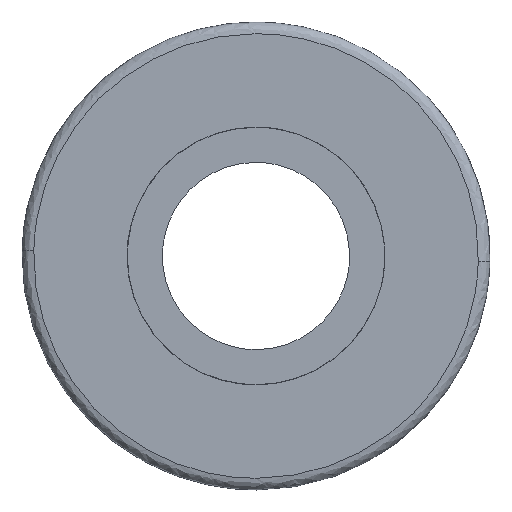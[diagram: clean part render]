
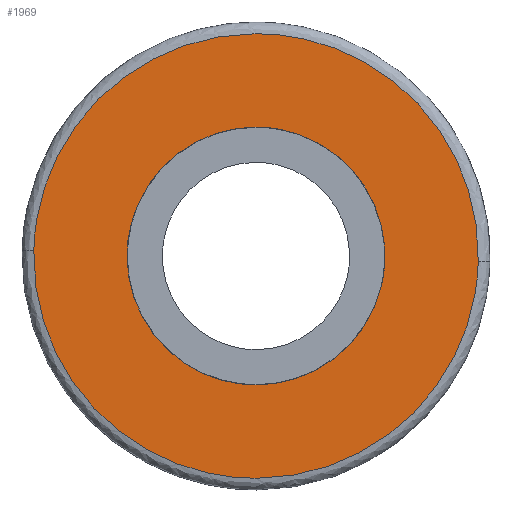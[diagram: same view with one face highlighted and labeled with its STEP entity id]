
A CAD part, front view. The second image highlights one B-rep face of the part: STEP entity #1969.
In plain terms, the highlighted free-form (B-spline) face has degree [1, 1] with [2, 2] control points.
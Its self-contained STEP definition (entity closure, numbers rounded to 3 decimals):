
#817=CARTESIAN_POINT('',(-5.471,0.,0.65));
#818=VERTEX_POINT('',#817);
#824=CARTESIAN_POINT('',(0.0,0.0,-5.51));
#825=VERTEX_POINT('',#824);
#826=CARTESIAN_POINT('',(-5.471,0.,0.65));
#827=CARTESIAN_POINT('',(-5.51,0.0,0.326));
#828=CARTESIAN_POINT('',(-5.51,0.0,0.0));
#829=CARTESIAN_POINT('',(-5.51,0.0,-5.51));
#830=CARTESIAN_POINT('',(0.0,0.0,-5.51));
#838=(BOUNDED_CURVE()B_SPLINE_CURVE(2,(#826,#827,#828,#829,#830),.UNSPECIFIED.,.F.,.U.)B_SPLINE_CURVE_WITH_KNOTS((3,2,3),(0.23,0.25,0.5),.UNSPECIFIED.)CURVE()GEOMETRIC_REPRESENTATION_ITEM()RATIONAL_B_SPLINE_CURVE((0.956,0.976,1.0,0.707,1.0))REPRESENTATION_ITEM(''));
#839=EDGE_CURVE('',#818,#825,#838,.T.);
#841=CARTESIAN_POINT('',(5.5,0.,-0.336));
#842=VERTEX_POINT('',#841);
#843=CARTESIAN_POINT('',(0.0,0.0,-5.51));
#844=CARTESIAN_POINT('',(5.183,0.0,-5.51));
#845=CARTESIAN_POINT('',(5.5,0.,-0.336));
#853=(BOUNDED_CURVE()B_SPLINE_CURVE(2,(#843,#844,#845),.UNSPECIFIED.,.F.,.U.)B_SPLINE_CURVE_WITH_KNOTS((3,3),(0.5,0.739),.UNSPECIFIED.)CURVE()GEOMETRIC_REPRESENTATION_ITEM()RATIONAL_B_SPLINE_CURVE((1.0,0.72,0.976))REPRESENTATION_ITEM(''));
#854=EDGE_CURVE('',#825,#842,#853,.T.);
#932=CARTESIAN_POINT('',(0.0,0.0,5.51));
#933=VERTEX_POINT('',#932);
#934=CARTESIAN_POINT('',(5.5,0.,-0.336));
#935=CARTESIAN_POINT('',(5.51,0.0,-0.168));
#936=CARTESIAN_POINT('',(5.51,0.0,0.0));
#937=CARTESIAN_POINT('',(5.51,0.0,5.51));
#938=CARTESIAN_POINT('',(0.0,0.0,5.51));
#946=(BOUNDED_CURVE()B_SPLINE_CURVE(2,(#934,#935,#936,#937,#938),.UNSPECIFIED.,.F.,.U.)B_SPLINE_CURVE_WITH_KNOTS((3,2,3),(0.739,0.75,1.0),.UNSPECIFIED.)CURVE()GEOMETRIC_REPRESENTATION_ITEM()RATIONAL_B_SPLINE_CURVE((0.976,0.988,1.0,0.707,1.0))REPRESENTATION_ITEM(''));
#947=EDGE_CURVE('',#842,#933,#946,.T.);
#949=CARTESIAN_POINT('',(0.0,0.0,5.51));
#950=CARTESIAN_POINT('',(-4.894,0.0,5.51));
#951=CARTESIAN_POINT('',(-5.471,0.,0.65));
#959=(BOUNDED_CURVE()B_SPLINE_CURVE(2,(#949,#950,#951),.UNSPECIFIED.,.F.,.U.)B_SPLINE_CURVE_WITH_KNOTS((3,3),(0.0,0.23),.UNSPECIFIED.)CURVE()GEOMETRIC_REPRESENTATION_ITEM()RATIONAL_B_SPLINE_CURVE((1.0,0.731,0.956))REPRESENTATION_ITEM(''));
#960=EDGE_CURVE('',#933,#818,#959,.T.);
#1615=CARTESIAN_POINT('',(-9.497,0.,0.239));
#1616=VERTEX_POINT('',#1615);
#1617=CARTESIAN_POINT('',(0.0,0.,-9.5));
#1618=VERTEX_POINT('',#1617);
#1619=CARTESIAN_POINT('',(-9.497,0.,0.239));
#1620=CARTESIAN_POINT('',(-9.5,0.,0.119));
#1621=CARTESIAN_POINT('',(-9.5,0.,0.));
#1622=CARTESIAN_POINT('',(-9.5,0.,-9.5));
#1623=CARTESIAN_POINT('',(0.0,0.,-9.5));
#1631=(BOUNDED_CURVE()B_SPLINE_CURVE(2,(#1619,#1620,#1621,#1622,#1623),.UNSPECIFIED.,.F.,.U.)B_SPLINE_CURVE_WITH_KNOTS((3,2,3),(0.746,0.75,1.0),.UNSPECIFIED.)CURVE()GEOMETRIC_REPRESENTATION_ITEM()RATIONAL_B_SPLINE_CURVE((0.99,0.995,1.0,0.707,1.0))REPRESENTATION_ITEM(''));
#1632=EDGE_CURVE('',#1616,#1618,#1631,.T.);
#1649=CARTESIAN_POINT('',(9.497,0.,-0.239));
#1650=VERTEX_POINT('',#1649);
#1664=CARTESIAN_POINT('',(0.0,0.,-9.5));
#1665=CARTESIAN_POINT('',(9.264,0.,-9.5));
#1666=CARTESIAN_POINT('',(9.497,0.,-0.239));
#1674=(BOUNDED_CURVE()B_SPLINE_CURVE(2,(#1664,#1665,#1666),.UNSPECIFIED.,.F.,.U.)B_SPLINE_CURVE_WITH_KNOTS((3,3),(0.0,0.246),.UNSPECIFIED.)CURVE()GEOMETRIC_REPRESENTATION_ITEM()RATIONAL_B_SPLINE_CURVE((1.0,0.712,0.99))REPRESENTATION_ITEM(''));
#1675=EDGE_CURVE('',#1618,#1650,#1674,.T.);
#1703=CARTESIAN_POINT('',(0.0,0.,9.5));
#1704=VERTEX_POINT('',#1703);
#1705=CARTESIAN_POINT('',(0.0,0.,9.5));
#1706=CARTESIAN_POINT('',(-9.264,0.,9.5));
#1707=CARTESIAN_POINT('',(-9.497,0.,0.239));
#1715=(BOUNDED_CURVE()B_SPLINE_CURVE(2,(#1705,#1706,#1707),.UNSPECIFIED.,.F.,.U.)B_SPLINE_CURVE_WITH_KNOTS((3,3),(0.5,0.746),.UNSPECIFIED.)CURVE()GEOMETRIC_REPRESENTATION_ITEM()RATIONAL_B_SPLINE_CURVE((1.0,0.712,0.99))REPRESENTATION_ITEM(''));
#1716=EDGE_CURVE('',#1704,#1616,#1715,.T.);
#1718=CARTESIAN_POINT('',(9.497,0.,-0.239));
#1719=CARTESIAN_POINT('',(9.5,0.,-0.119));
#1720=CARTESIAN_POINT('',(9.5,0.,0.));
#1721=CARTESIAN_POINT('',(9.5,0.,9.5));
#1722=CARTESIAN_POINT('',(0.0,0.,9.5));
#1730=(BOUNDED_CURVE()B_SPLINE_CURVE(2,(#1718,#1719,#1720,#1721,#1722),.UNSPECIFIED.,.F.,.U.)B_SPLINE_CURVE_WITH_KNOTS((3,2,3),(0.246,0.25,0.5),.UNSPECIFIED.)CURVE()GEOMETRIC_REPRESENTATION_ITEM()RATIONAL_B_SPLINE_CURVE((0.99,0.995,1.0,0.707,1.0))REPRESENTATION_ITEM(''));
#1731=EDGE_CURVE('',#1650,#1704,#1730,.T.);
#1952=CARTESIAN_POINT('',(-10.446,0.,-10.449));
#1953=CARTESIAN_POINT('',(-10.446,0.,10.449));
#1954=CARTESIAN_POINT('',(10.446,0.,-10.449));
#1955=CARTESIAN_POINT('',(10.446,0.,10.449));
#1956=B_SPLINE_SURFACE_WITH_KNOTS('',1,1,((#1952,#1954),(#1953,#1955)),.UNSPECIFIED.,.F.,.F.,.U.,(2,2),(2,2),(0.0,20.898),(0.0,20.892),.UNSPECIFIED.);
#1957=ORIENTED_EDGE('',*,*,#1675,.T.);
#1958=ORIENTED_EDGE('',*,*,#1731,.T.);
#1959=ORIENTED_EDGE('',*,*,#1716,.T.);
#1960=ORIENTED_EDGE('',*,*,#1632,.T.);
#1961=EDGE_LOOP('',(#1957,#1958,#1959,#1960));
#1962=FACE_OUTER_BOUND('',#1961,.T.);
#1963=ORIENTED_EDGE('',*,*,#854,.F.);
#1964=ORIENTED_EDGE('',*,*,#839,.F.);
#1965=ORIENTED_EDGE('',*,*,#960,.F.);
#1966=ORIENTED_EDGE('',*,*,#947,.F.);
#1967=EDGE_LOOP('',(#1963,#1964,#1965,#1966));
#1968=FACE_BOUND('',#1967,.T.);
#1969=ADVANCED_FACE('',(#1962,#1968),#1956,.F.);
